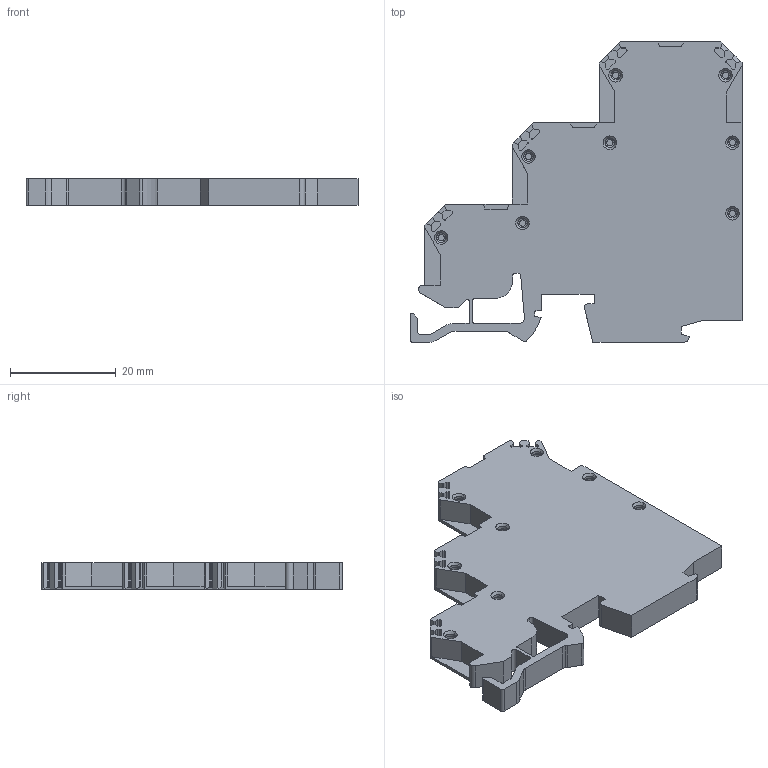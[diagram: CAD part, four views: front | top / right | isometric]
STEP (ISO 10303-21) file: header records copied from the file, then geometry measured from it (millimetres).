
FILE_DESCRIPTION(('FreeCAD Model'),'2;1');
FILE_NAME('1265_IK_2,5_NPN_DC_LED(GN)_24V_KOMBI_32.stp','2018-08-31T10:33:41',('Author'),( ''),'Open CASCADE STEP processor 7.2','FreeCAD','Unknown');
FILE_SCHEMA(('AUTOMOTIVE_DESIGN { 1 0 10303 214 1 1 1 1 }'));
Length unit declared in the file: millimetre
Products named in the file (1): 1265_IK_2,5_NPN_DC_LED(GN)_24V_KOMBI_32
Bounding box: 62.8 x 56.85 x 5.08 mm (x, y, z)
Volume: 11310 mm3; surface area: 6822.9 mm2
Topology: 1 solids, 1 shells, 344 faces, 884 edges, 560 vertices
Faces by surface type: plane 194, cylinder 98, cone 32, torus 20
Entity records: 22037 total; most frequent: CARTESIAN_POINT 3859, DIRECTION 3544, LINE 2244, VECTOR 2244, ORIENTED_EDGE 1768, PCURVE 1768, DEFINITIONAL_REPRESENTATION 1768, EDGE_CURVE 884
